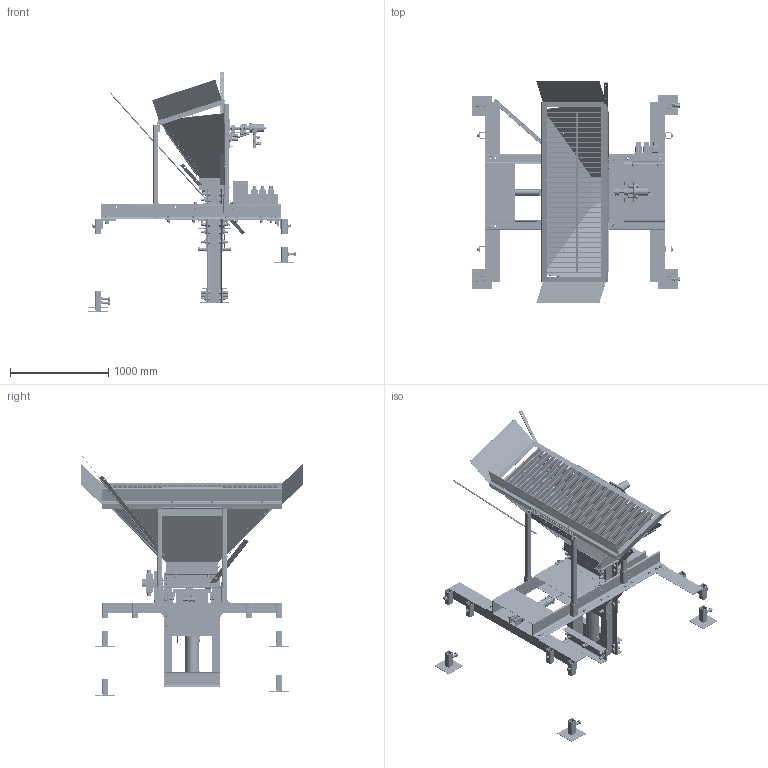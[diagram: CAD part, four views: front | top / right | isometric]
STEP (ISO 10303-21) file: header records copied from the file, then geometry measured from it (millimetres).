
FILE_DESCRIPTION (( 'STEP AP214' ), '1' );
FILE_NAME ('01-001-00-0.STEP', '2012-08-27T19:13:34', ( 'Arup' ), ( 'Arup' ), 'SwSTEP 2.0', 'SolidWorks 2012', '' );
FILE_SCHEMA (( 'AUTOMOTIVE_DESIGN' ));
Length unit declared in the file: inch
Products named in the file (151): tube square_ai_PreviewCfg; hinge back; Hopper Interface Saddle Weldment; Saddle Front Plate; Saddle Back plate; Saddle Side Panel; Hopper Interface Plate 1 piece; DrawerCylinderCover_2; DrawerCylinderCover; Part4^01-001-00-0; FrontHopperSupportCrossbar; 01-049-00-0 - Front; Hopper front funnel; 01-067-00-0 - 18; 01-066-00-0 - 18; RearHopperSupportCrossbar; Hopper Side Bib; 01-009-00-0; hex bolt_ai_2_HBOLT 0.5000-13x1x1-C; 01-102-00-0; 01-098-00-0; 01-099-00-0; 01-119-00-0; .313-18 X; HYVAIR-D05S-2H-12D-35 SOLENOID; HYVAIR-D05S-2C-12D-35 SOLENOID; DAMANAD05S033S MOUNTING BRACKET; DAMAN-AD05S033S VALVE BLOCK; 01-084-00-0; 01-082-00-0; 01-081-00-0; 01-083-00-0; hex bolt_ai_2_HBOLT 0.7500-10x2x2-C; hex bolt_ai_2_HBOLT 0.7500-10x2.5x2.5-C; 01-080-00-0; 01-079-00-0; 01-070-00-0; 01-118-00-0; 01-071-00-0; 01-086-00-0 ...
Assembly tree (519 placements, depth 5):
  Part4^01-001-00-0
  01-001-00-0
    01-002-00-0  x4
      01-006-00-0
      hex bolt_ai_2_PreviewCfg
      Leg Support Ass
        tube square_ai_TS2.5x2.5x0.1875x6
        hex nut_ai_HNUT 0.7500-10-D-C
    01-003-00-0
      01-004-00-0
      Leg Support Ass  x4
        tube square_ai_TS2.5x2.5x0.1875x6
        hex nut_ai_HNUT 0.7500-10-D-C
    01-010-00-0
    01-019-00-0_test
      01-116-00-0
        01-115-00-0
        hex nut_ai_HNUT 0.7500-10-D-C  x3
        01-034-00-0
        Compression Spacer backing plate  x2
      01-114-00-0
        01-015-00-0
        hex nut_ai_HNUT 0.7500-10-D-C
        01-034-00-0
        Compression Spacer backing plate  x2
        01-107-00-0
      RM3-2RS  x4
      01-038-00-0
        01-036-00-0
        01-037-00-0  x2
      hex bolt_ai_2_PreviewCfg  x34
      hex nut_ai_HNUT 0.7500-10-D-C  x41
      WASHER 0.7500-WIDE  x30
      01-107-00-0
      01-094-00-0
        01-093-00-0
        TROD 0.7500-1x1.25
      01-095-00-0  x3
      01-103-00-0
      01-113-00-0  x2
        01-112-00-0
        01-111-00-0
      01-117-00-0  x2
        TROD 0.7500-1x6.25
        hex nut_ai_HNUT 0.7500-10-D-C
      01-097-00-0
        TROD 0.7500-1x3.5
        01-096-00-0
      Base Plate Ass  x2
        01-109-00-0
        01-041-00-0
      chamber wall ass  x2
        Chamber wall flange
        Chamber Walls
        Arm Support
        Top Chamber Wall Support
      01-039-00-0
        PMC-21012
        01-035-00-0
        hex nut_ai_HNUT 0.7500-10-D-C
Bounding box: 2108.52 x 2264.34 x 2434.19 mm (x, y, z)
Volume: 128895725.7 mm3; surface area: 33064393.2 mm2
Topology: 546 solids, 546 shells, 9621 faces, 21673 edges, 13331 vertices
Faces by surface type: plane 3895, cylinder 2787, cone 2744, bspline 144, torus 43, sphere 8
Entity records: 98598 total; most frequent: CARTESIAN_POINT 24546, DIRECTION 12959, ORIENTED_EDGE 12122, EDGE_CURVE 6061, AXIS2_PLACEMENT_3D 5036, VERTEX_POINT 3916, EDGE_LOOP 3207, VECTOR 2887
